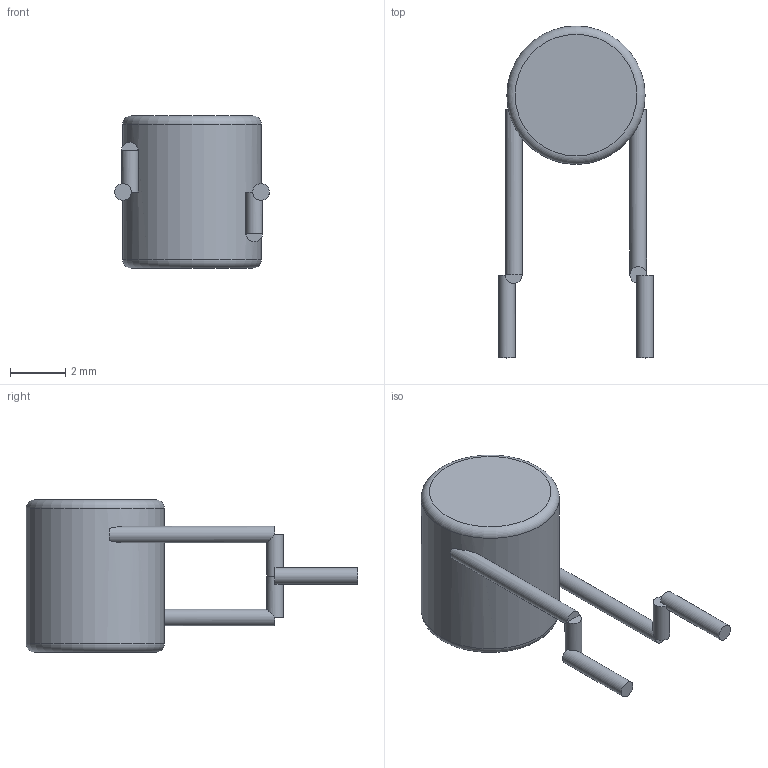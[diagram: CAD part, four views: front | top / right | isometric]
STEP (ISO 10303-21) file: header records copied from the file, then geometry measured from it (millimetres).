
FILE_DESCRIPTION(('FreeCAD Model'),'2;1');
FILE_NAME('Open CASCADE Shape Model','2023-08-30T18:43:59',(''),(''), 'Open CASCADE STEP processor 7.6','FreeCAD','Unknown');
FILE_SCHEMA(('AUTOMOTIVE_DESIGN { 1 0 10303 214 1 1 1 1 }'));
Length unit declared in the file: millimetre
Products named in the file (1): Fillet
Bounding box: 5.6 x 12 x 5.5 mm (x, y, z)
Volume: 112.9 mm3; surface area: 158.6 mm2
Topology: 1 solids, 1 shells, 23 faces, 47 edges, 28 vertices
Faces by surface type: plane 14, cylinder 7, torus 2
Full cylindrical faces by diameter (mm): 0.6 x6, 5 x1
Entity records: 1892 total; most frequent: CARTESIAN_POINT 917, DIRECTION 164, ORIENTED_EDGE 94, PCURVE 94, DEFINITIONAL_REPRESENTATION 94, LINE 56, VECTOR 56, AXIS2_PLACEMENT_3D 49
